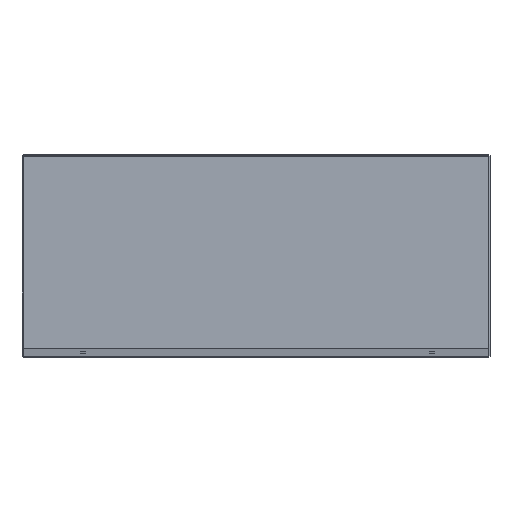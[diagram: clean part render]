
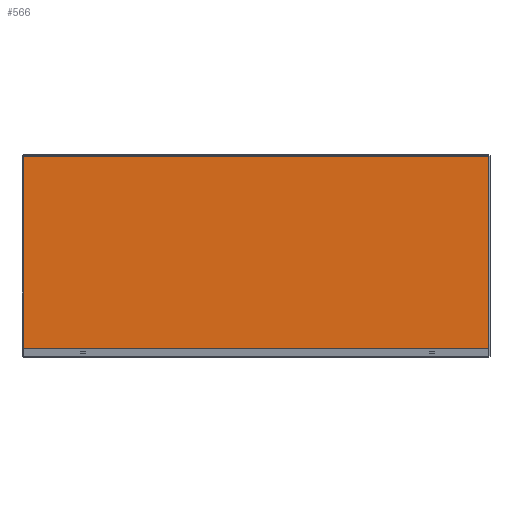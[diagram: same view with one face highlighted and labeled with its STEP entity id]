
A CAD part, top view. The second image highlights one B-rep face of the part: STEP entity #566.
In plain terms, the highlighted planar face has unit normal (0, 0, 1).
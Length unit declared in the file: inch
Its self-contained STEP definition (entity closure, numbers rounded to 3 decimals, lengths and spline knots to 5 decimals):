
#46=PLANE('',#618);
#69=LINE('',#853,#120);
#72=LINE('',#859,#123);
#88=LINE('',#899,#139);
#89=LINE('',#901,#140);
#120=VECTOR('',#698,23.977);
#123=VECTOR('',#703,9.91563);
#139=VECTOR('',#747,23.977);
#140=VECTOR('',#750,9.91563);
#193=FACE_OUTER_BOUND('',#238,.T.);
#238=EDGE_LOOP('',(#471,#472,#473,#474));
#279=VERTEX_POINT('',#838);
#280=VERTEX_POINT('',#842);
#283=VERTEX_POINT('',#857);
#292=VERTEX_POINT('',#888);
#331=EDGE_CURVE('',#279,#280,#69,.T.);
#334=EDGE_CURVE('',#283,#280,#72,.T.);
#354=EDGE_CURVE('',#283,#292,#88,.T.);
#355=EDGE_CURVE('',#279,#292,#89,.T.);
#471=ORIENTED_EDGE('',*,*,#331,.T.);
#472=ORIENTED_EDGE('',*,*,#334,.F.);
#473=ORIENTED_EDGE('',*,*,#354,.T.);
#474=ORIENTED_EDGE('',*,*,#355,.F.);
#566=ADVANCED_FACE('',(#193),#46,.T.);
#618=AXIS2_PLACEMENT_3D('',#902,#751,#752);
#698=DIRECTION('',(1.,0.,0.));
#703=DIRECTION('',(0.,-1.,0.));
#747=DIRECTION('',(-1.,0.,0.));
#750=DIRECTION('',(0.,1.,0.));
#751=DIRECTION('center_axis',(0.,0.,1.));
#752=DIRECTION('ref_axis',(1.,0.,0.));
#838=CARTESIAN_POINT('',(-0.43568,-9.54361,0.074));
#842=CARTESIAN_POINT('',(23.54132,-9.54361,0.074));
#853=CARTESIAN_POINT('',(17.54707,-9.54361,0.074));
#857=CARTESIAN_POINT('',(23.54132,0.37202,0.074));
#859=CARTESIAN_POINT('',(23.54132,0.47727,0.074));
#888=CARTESIAN_POINT('',(-0.43568,0.37202,0.074));
#899=CARTESIAN_POINT('',(5.55857,0.37202,0.074));
#901=CARTESIAN_POINT('',(-0.43568,-9.63673,0.074));
#902=CARTESIAN_POINT('Origin',(11.55282,-4.57973,0.074));
